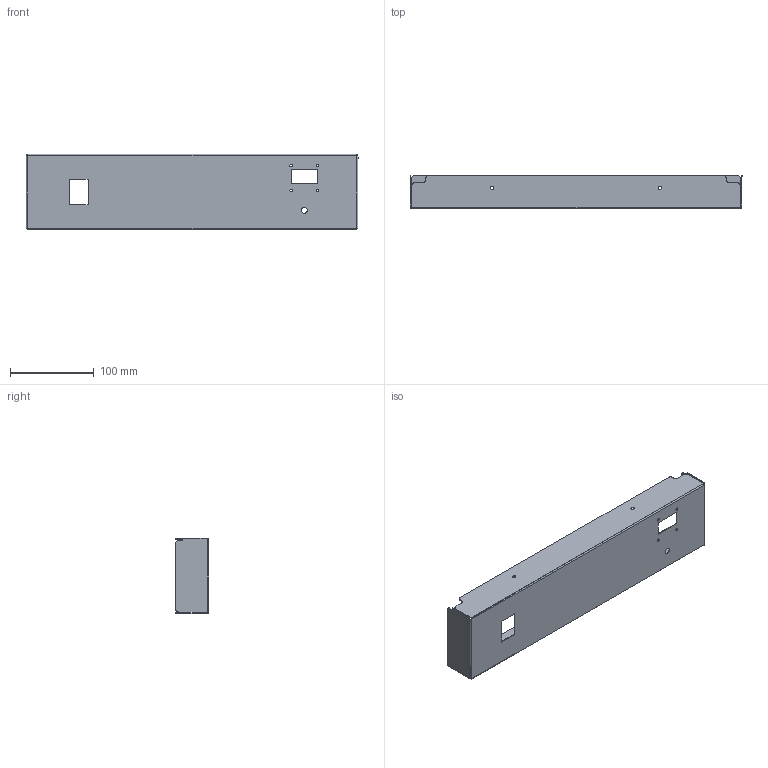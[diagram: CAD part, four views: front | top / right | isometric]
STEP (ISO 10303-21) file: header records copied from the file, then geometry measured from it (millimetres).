
FILE_DESCRIPTION(/* description */ (''),/* implementation_level */ '2;1');
FILE_NAME(/* name */ 'F-Panel',/* time_stamp */ '2024-09-25T15:57:16+09:00',/* author */ (''),/* organization */ (''),/* preprocessor_version */ 'ST-DEVELOPER v19.2',/* originating_system */ 'Rhino 8.11',/* authorisation */ '');
FILE_SCHEMA (('AUTOMOTIVE_DESIGN_CC2'));
Length unit declared in the file: millimetre
Products named in the file (1): Document
Bounding box: 396 x 40 x 90 mm (x, y, z)
Volume: 70663.7 mm3; surface area: 142952.7 mm2
Topology: 1 solids, 1 shells, 92 faces, 270 edges, 180 vertices
Faces by surface type: plane 48, cylinder 44
Entity records: 3136 total; most frequent: CARTESIAN_POINT 910, ORIENTED_EDGE 540, DIRECTION 272, EDGE_CURVE 270, AXIS2_PLACEMENT_3D 182, VERTEX_POINT 180, B_SPLINE_CURVE_WITH_KNOTS 166, EDGE_LOOP 114
